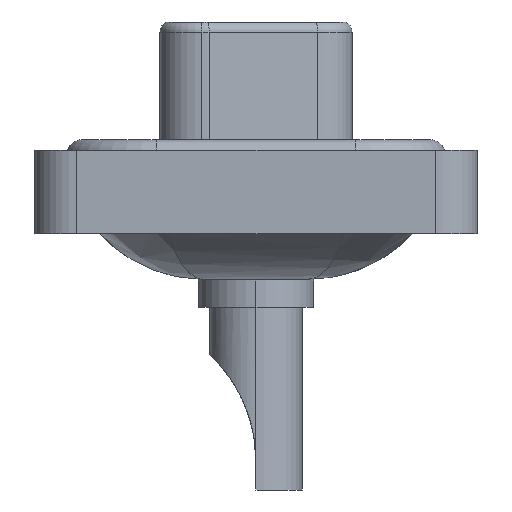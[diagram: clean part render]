
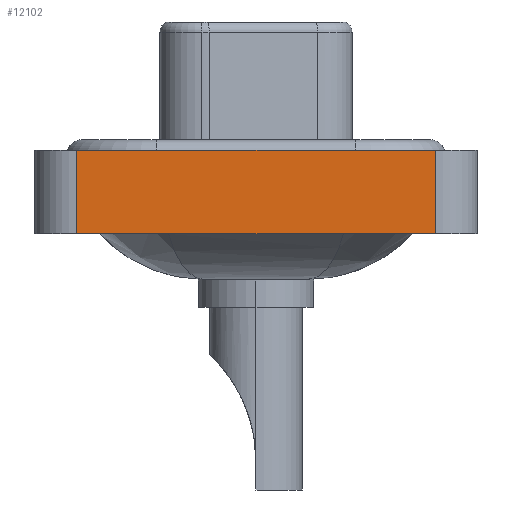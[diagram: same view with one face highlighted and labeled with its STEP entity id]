
A CAD part, left-side view. The second image highlights one B-rep face of the part: STEP entity #12102.
In plain terms, the highlighted planar face has unit normal (-1, 0, 0).
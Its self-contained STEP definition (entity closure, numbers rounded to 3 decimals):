
#766 = CARTESIAN_POINT ( 'NONE',  ( -7.25, -8.55, -3.6 ) ) ;
#1198 = VECTOR ( 'NONE', #3691, 1000. ) ;
#1550 = EDGE_LOOP ( 'NONE', ( #11737, #5506, #8145, #12152 ) ) ;
#1640 = CARTESIAN_POINT ( 'NONE',  ( -7.25, 8.55, 0.4 ) ) ;
#1994 = DIRECTION ( 'NONE',  ( -1., 0., 0. ) ) ;
#2288 = LINE ( 'NONE', #11625, #13268 ) ;
#2425 = DIRECTION ( 'NONE',  ( 0., 0., 1. ) ) ;
#2434 = AXIS2_PLACEMENT_3D ( 'NONE', #766, #1994, #3226 ) ;
#2555 = LINE ( 'NONE', #7266, #14744 ) ;
#2829 = PLANE ( 'NONE',  #2434 ) ;
#3201 = EDGE_CURVE ( 'NONE', #10299, #8707, #2288, .T. ) ;
#3226 = DIRECTION ( 'NONE',  ( 0., 0., 1. ) ) ;
#3691 = DIRECTION ( 'NONE',  ( 0., -1., 0. ) ) ;
#3849 = EDGE_CURVE ( 'NONE', #12519, #10299, #2555, .T. ) ;
#4263 = CARTESIAN_POINT ( 'NONE',  ( -7.25, -8.55, -3.6 ) ) ;
#4692 = VECTOR ( 'NONE', #2425, 1000. ) ;
#5303 = VERTEX_POINT ( 'NONE', #4263 ) ;
#5506 = ORIENTED_EDGE ( 'NONE', *, *, #3201, .F. ) ;
#7266 = CARTESIAN_POINT ( 'NONE',  ( -7.25, 8.55, -3.6 ) ) ;
#7401 = CARTESIAN_POINT ( 'NONE',  ( -7.25, -8.55, -3.6 ) ) ;
#7485 = LINE ( 'NONE', #7401, #1198 ) ;
#8145 = ORIENTED_EDGE ( 'NONE', *, *, #3849, .F. ) ;
#8596 = LINE ( 'NONE', #10755, #4692 ) ;
#8707 = VERTEX_POINT ( 'NONE', #14016 ) ;
#8713 = FACE_OUTER_BOUND ( 'NONE', #1550, .T. ) ;
#10299 = VERTEX_POINT ( 'NONE', #1640 ) ;
#10755 = CARTESIAN_POINT ( 'NONE',  ( -7.25, -8.55, -3.6 ) ) ;
#11222 = EDGE_CURVE ( 'NONE', #5303, #8707, #8596, .T. ) ;
#11625 = CARTESIAN_POINT ( 'NONE',  ( -7.25, -8.55, 0.4 ) ) ;
#11737 = ORIENTED_EDGE ( 'NONE', *, *, #11222, .T. ) ;
#12058 = EDGE_CURVE ( 'NONE', #12519, #5303, #7485, .T. ) ;
#12102 = ADVANCED_FACE ( 'NONE', ( #8713 ), #2829, .T. ) ;
#12152 = ORIENTED_EDGE ( 'NONE', *, *, #12058, .T. ) ;
#12519 = VERTEX_POINT ( 'NONE', #13221 ) ;
#13221 = CARTESIAN_POINT ( 'NONE',  ( -7.25, 8.55, -3.6 ) ) ;
#13268 = VECTOR ( 'NONE', #15140, 1000. ) ;
#14016 = CARTESIAN_POINT ( 'NONE',  ( -7.25, -8.55, 0.4 ) ) ;
#14491 = DIRECTION ( 'NONE',  ( 0., 0., 1. ) ) ;
#14744 = VECTOR ( 'NONE', #14491, 1000. ) ;
#15140 = DIRECTION ( 'NONE',  ( 0., -1., 0. ) ) ;
